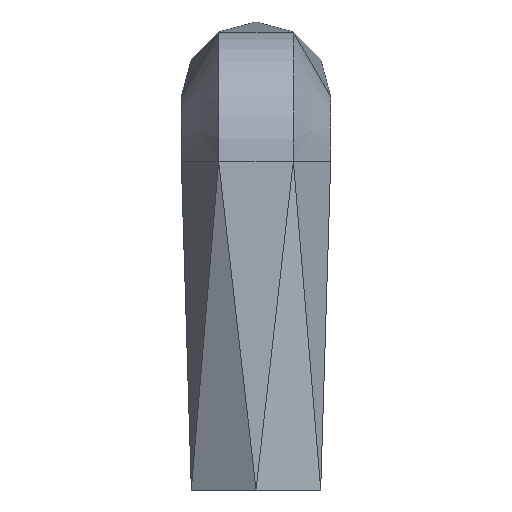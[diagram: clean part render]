
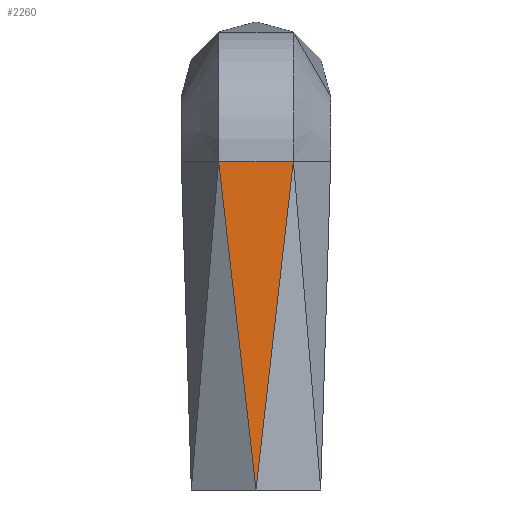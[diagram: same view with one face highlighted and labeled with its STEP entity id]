
A CAD part, left-side view. The second image highlights one B-rep face of the part: STEP entity #2260.
In plain terms, the highlighted planar face has unit normal (-1, 0, 0.03).
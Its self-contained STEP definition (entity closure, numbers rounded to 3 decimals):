
#1090=CARTESIAN_POINT('',(-84.33,-2.5,
26.783));
#1100=VERTEX_POINT('',#1090);
#1130=CARTESIAN_POINT('',(-84.33,0.,26.783));
#1140=DIRECTION('',(0.,-1.,0.));
#1150=VECTOR('',#1140,1.);
#1160=LINE('',#1130,#1150);
#1170=CARTESIAN_POINT('',(-84.33,2.5,
26.783));
#1180=VERTEX_POINT('',#1170);
#1190=EDGE_CURVE('',#1180,#1100,#1160,.T.);
#2040=CARTESIAN_POINT('',(-84.974,69.282,
5.628));
#2050=DIRECTION('',(-1.,0.,
0.03));
#2060=DIRECTION('',(0.,1.,0.));
#2070=AXIS2_PLACEMENT_3D('',#2040,#2050,#2060);
#2080=PLANE('',#2070);
#2090=CARTESIAN_POINT('',(-84.33,2.5,
26.783));
#2100=DIRECTION('',(0.03,0.113,
0.993));
#2110=VECTOR('',#2100,1000.);
#2120=LINE('',#2090,#2110);
#2130=CARTESIAN_POINT('',(-85.,0.,4.783));
#2140=VERTEX_POINT('',#2130);
#2150=EDGE_CURVE('',#2140,#1180,#2120,.T.);
#2160=ORIENTED_EDGE('',*,*,#2150,.F.);
#2170=ORIENTED_EDGE('',*,*,#1190,.F.);
#2180=CARTESIAN_POINT('',(-84.33,-2.5,
26.783));
#2190=DIRECTION('',(0.03,-0.113,
0.993));
#2200=VECTOR('',#2190,1000.);
#2210=LINE('',#2180,#2200);
#2220=EDGE_CURVE('',#2140,#1100,#2210,.T.);
#2230=ORIENTED_EDGE('',*,*,#2220,.T.);
#2240=EDGE_LOOP('',(#2230,#2170,#2160));
#2250=FACE_OUTER_BOUND('',#2240,.T.);
#2260=ADVANCED_FACE('',(#2250),#2080,.T.);
